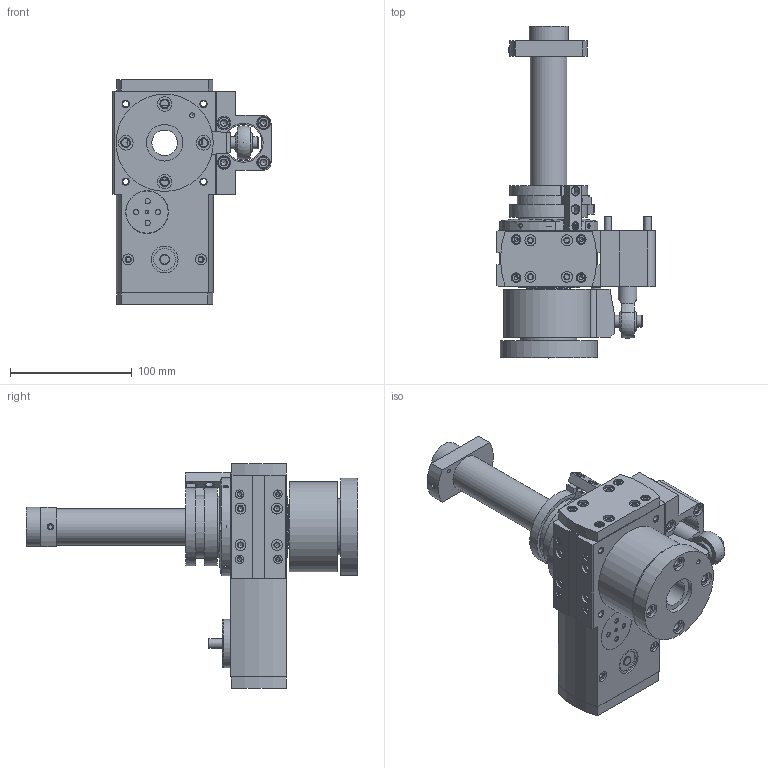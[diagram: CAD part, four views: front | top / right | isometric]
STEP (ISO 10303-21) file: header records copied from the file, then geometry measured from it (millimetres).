
FILE_DESCRIPTION(/* description */ ('STEP AP214'),/* implementation_level */ '2;1');
FILE_NAME(/* name */ '1095933_EHMB-25-100',/* time_stamp */ '2024-08-20T23:49:45+02:00',/* author */ ('License CC BY-ND 4.0'),/* organization */ ('CADENAS'),/* preprocessor_version */ 'ST-DEVELOPER v19.3',/* originating_system */ 'PARTsolutions',/* authorisation */ ' ');
FILE_SCHEMA (('AUTOMOTIVE_DESIGN {1 0 10303 214 3 1 1}'));
Length unit declared in the file: millimetre
Products named in the file (20): 1095933 EHMB-25-100---(0 0); 1020674 EHMB-25; EHMB-25 100---(0); 1095933 EHMB-25-100_(guide); 1095494 EHMB-25; 9261 SGS-M10x1,25---(S_0_0_0); 1093840 EHMB-25; DIN-915 - M3x6(F); 723715 ERMB-25; ISO-4762 M4x12; 4953306 EHMB-25; ISO-4762 M4x20; 4884990 EHMB-25; ISO-4762 M6x50; 1074057 EHMB-25; ISO-4762 M4x10; 1094082 EHMB-25; ISO-4762 M3x10; 552707ERMB-25---(W); 8146544 ZBH-7-B
Assembly tree (34 placements, depth 2):
  1095933 EHMB-25-100---(0 0)
    1020674 EHMB-25
    EHMB-25 100---(0)
    1095933 EHMB-25-100_(guide)
    1095494 EHMB-25
    9261 SGS-M10x1,25---(S_0_0_0)
    1093840 EHMB-25  x2
    DIN-915 - M3x6(F)  x2
    723715 ERMB-25
    ISO-4762 M4x12  x4
    4953306 EHMB-25
    ISO-4762 M4x20  x4
    4884990 EHMB-25
    ISO-4762 M6x50  x4
    1074057 EHMB-25
    ISO-4762 M4x10  x4
    1094082 EHMB-25
    ISO-4762 M3x10
    552707ERMB-25---(W)
    8146544 ZBH-7-B  x2
Bounding box: 130 x 273 x 185 mm (x, y, z)
Volume: 930076.2 mm3; surface area: 282215.2 mm2
Topology: 34 solids, 34 shells, 1263 faces, 2933 edges, 1860 vertices
Faces by surface type: plane 592, cone 327, cylinder 322, torus 18, sphere 4
Full cylindrical faces by diameter (mm): 2 x2, 2.459 x8, 2.5 x4, 3 x3, 3.242 x22, 3.4 x3, 4 x13, 4.1 x8, 4.134 x18, 4.3 x4, 4.5 x12, 4.917 x8, 5 x6, 5.5 x5, 6 x4, 6.5 x3, 6.6 x4, 6.647 x4, 6.917 x2, 7 x30, 8 x22, 8.647 x1, 8.7 x1, 9 x18, 10 x10, 11 x4, 12 x5, 14.52 x1, 15.352 x1, 18 x1
Entity records: 23952 total; most frequent: DIRECTION 4011, CARTESIAN_POINT 3909, ORIENTED_EDGE 2936, AXIS2_PLACEMENT_3D 1698, FACE_BOUND 1606, EDGE_LOOP 1558, EDGE_CURVE 1468, VERTEX_POINT 1208
